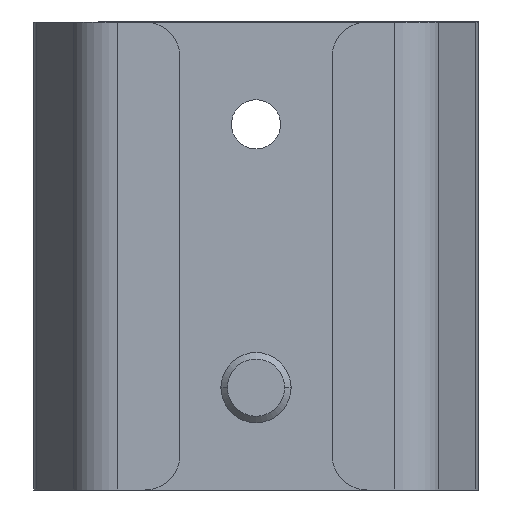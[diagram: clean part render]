
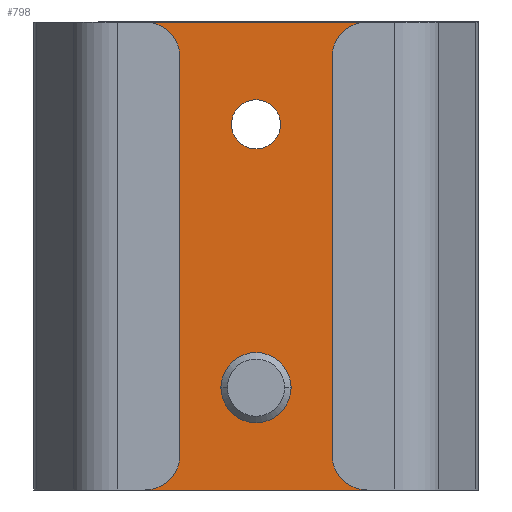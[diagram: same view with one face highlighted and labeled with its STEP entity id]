
A CAD part, front view. The second image highlights one B-rep face of the part: STEP entity #798.
In plain terms, the highlighted planar face has unit normal (0, -1, 0).
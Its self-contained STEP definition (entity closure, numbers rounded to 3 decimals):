
#34 = CARTESIAN_POINT ( 'NONE',  ( 29.966, 40.034, 15.63 ) ) ;
#68 = CARTESIAN_POINT ( 'NONE',  ( 29.966, 40.034, 55.63 ) ) ;
#76 = DIRECTION ( 'NONE',  ( 0., 0., -1. ) ) ;
#96 = CARTESIAN_POINT ( 'NONE',  ( 29.966, 40.034, 15.63 ) ) ;
#114 = ORIENTED_EDGE ( 'NONE', *, *, #3139, .T. ) ;
#126 = CIRCLE ( 'NONE', #226, 2.1 ) ;
#147 = ORIENTED_EDGE ( 'NONE', *, *, #869, .T. ) ;
#152 = CARTESIAN_POINT ( 'NONE',  ( 14.966, 40.034, 24.38 ) ) ;
#226 = AXIS2_PLACEMENT_3D ( 'NONE', #1008, #3051, #792 ) ;
#245 = VERTEX_POINT ( 'NONE', #1359 ) ;
#310 = DIRECTION ( 'NONE',  ( 1., 0., 0. ) ) ;
#321 = EDGE_CURVE ( 'NONE', #3666, #245, #3436, .T. ) ;
#402 = DIRECTION ( 'NONE',  ( 0., 1., 0. ) ) ;
#438 = DIRECTION ( 'NONE',  ( 1., 0., 0. ) ) ;
#561 = LINE ( 'NONE', #718, #2812 ) ;
#581 = AXIS2_PLACEMENT_3D ( 'NONE', #2166, #402, #2771 ) ;
#593 = EDGE_LOOP ( 'NONE', ( #147, #3168 ) ) ;
#623 = EDGE_CURVE ( 'NONE', #2131, #685, #3155, .T. ) ;
#685 = VERTEX_POINT ( 'NONE', #1788 ) ;
#711 = EDGE_LOOP ( 'NONE', ( #114, #2094, #3373, #3177 ) ) ;
#718 = CARTESIAN_POINT ( 'NONE',  ( 29.966, 40.034, 55.63 ) ) ;
#792 = DIRECTION ( 'NONE',  ( 0., 0., 1. ) ) ;
#798 = ADVANCED_FACE ( 'NONE', ( #1188, #1594, #864 ), #3661, .F. ) ;
#859 = CARTESIAN_POINT ( 'NONE',  ( 14.966, 40.034, 46.88 ) ) ;
#864 = FACE_OUTER_BOUND ( 'NONE', #711, .T. ) ;
#869 = EDGE_CURVE ( 'NONE', #3128, #3575, #126, .T. ) ;
#937 = CARTESIAN_POINT ( 'NONE',  ( 14.966, 40.034, 48.98 ) ) ;
#980 = ORIENTED_EDGE ( 'NONE', *, *, #1845, .T. ) ;
#1008 = CARTESIAN_POINT ( 'NONE',  ( 14.966, 40.034, 46.88 ) ) ;
#1113 = ORIENTED_EDGE ( 'NONE', *, *, #321, .T. ) ;
#1143 = DIRECTION ( 'NONE',  ( 0., 1., 0. ) ) ;
#1173 = VECTOR ( 'NONE', #310, 1000. ) ;
#1188 = FACE_BOUND ( 'NONE', #593, .T. ) ;
#1238 = CARTESIAN_POINT ( 'NONE',  ( 29.966, 40.034, 55.63 ) ) ;
#1359 = CARTESIAN_POINT ( 'NONE',  ( 14.966, 40.034, 22.28 ) ) ;
#1554 = CARTESIAN_POINT ( 'NONE',  ( -0.034, 40.034, 55.63 ) ) ;
#1594 = FACE_BOUND ( 'NONE', #2204, .T. ) ;
#1707 = CARTESIAN_POINT ( 'NONE',  ( 14.966, 40.034, 26.48 ) ) ;
#1714 = AXIS2_PLACEMENT_3D ( 'NONE', #3489, #2304, #3750 ) ;
#1776 = VECTOR ( 'NONE', #76, 1000. ) ;
#1788 = CARTESIAN_POINT ( 'NONE',  ( -0.034, 40.034, 15.63 ) ) ;
#1834 = CARTESIAN_POINT ( 'NONE',  ( -0.034, 40.034, 55.63 ) ) ;
#1845 = EDGE_CURVE ( 'NONE', #245, #3666, #2859, .T. ) ;
#1855 = LINE ( 'NONE', #34, #1173 ) ;
#2012 = DIRECTION ( 'NONE',  ( 0., 0., 1. ) ) ;
#2082 = EDGE_CURVE ( 'NONE', #3575, #3128, #2581, .T. ) ;
#2094 = ORIENTED_EDGE ( 'NONE', *, *, #2836, .F. ) ;
#2131 = VERTEX_POINT ( 'NONE', #1554 ) ;
#2140 = DIRECTION ( 'NONE',  ( 0., 0., -1. ) ) ;
#2166 = CARTESIAN_POINT ( 'NONE',  ( 29.966, 40.034, 55.63 ) ) ;
#2204 = EDGE_LOOP ( 'NONE', ( #1113, #980 ) ) ;
#2304 = DIRECTION ( 'NONE',  ( 0., 1., 0. ) ) ;
#2415 = VERTEX_POINT ( 'NONE', #96 ) ;
#2492 = VERTEX_POINT ( 'NONE', #1238 ) ;
#2503 = DIRECTION ( 'NONE',  ( 0., 1., 0. ) ) ;
#2581 = CIRCLE ( 'NONE', #3479, 2.1 ) ;
#2614 = AXIS2_PLACEMENT_3D ( 'NONE', #152, #2503, #2759 ) ;
#2759 = DIRECTION ( 'NONE',  ( 0., 0., 1. ) ) ;
#2771 = DIRECTION ( 'NONE',  ( 0., 0., 1. ) ) ;
#2812 = VECTOR ( 'NONE', #438, 1000. ) ;
#2821 = VECTOR ( 'NONE', #2140, 1000. ) ;
#2836 = EDGE_CURVE ( 'NONE', #2492, #2415, #3047, .T. ) ;
#2859 = CIRCLE ( 'NONE', #2614, 2.1 ) ;
#3047 = LINE ( 'NONE', #68, #2821 ) ;
#3051 = DIRECTION ( 'NONE',  ( 0., 1., 0. ) ) ;
#3128 = VERTEX_POINT ( 'NONE', #937 ) ;
#3139 = EDGE_CURVE ( 'NONE', #685, #2415, #1855, .T. ) ;
#3155 = LINE ( 'NONE', #1834, #1776 ) ;
#3168 = ORIENTED_EDGE ( 'NONE', *, *, #2082, .T. ) ;
#3177 = ORIENTED_EDGE ( 'NONE', *, *, #623, .T. ) ;
#3194 = CARTESIAN_POINT ( 'NONE',  ( 14.966, 40.034, 44.78 ) ) ;
#3373 = ORIENTED_EDGE ( 'NONE', *, *, #3432, .F. ) ;
#3432 = EDGE_CURVE ( 'NONE', #2131, #2492, #561, .T. ) ;
#3436 = CIRCLE ( 'NONE', #1714, 2.1 ) ;
#3479 = AXIS2_PLACEMENT_3D ( 'NONE', #859, #1143, #2012 ) ;
#3489 = CARTESIAN_POINT ( 'NONE',  ( 14.966, 40.034, 24.38 ) ) ;
#3575 = VERTEX_POINT ( 'NONE', #3194 ) ;
#3661 = PLANE ( 'NONE',  #581 ) ;
#3666 = VERTEX_POINT ( 'NONE', #1707 ) ;
#3750 = DIRECTION ( 'NONE',  ( 0., 0., 1. ) ) ;
